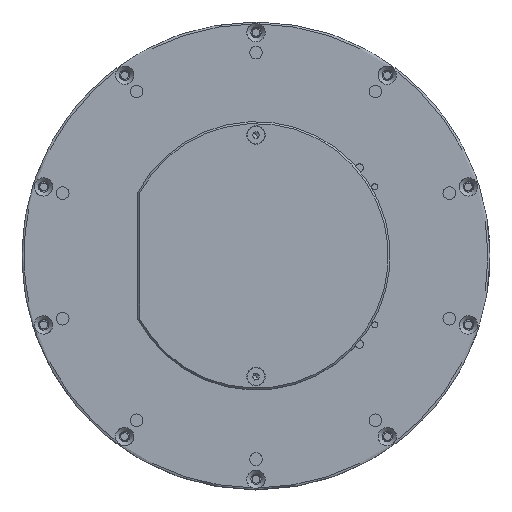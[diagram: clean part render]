
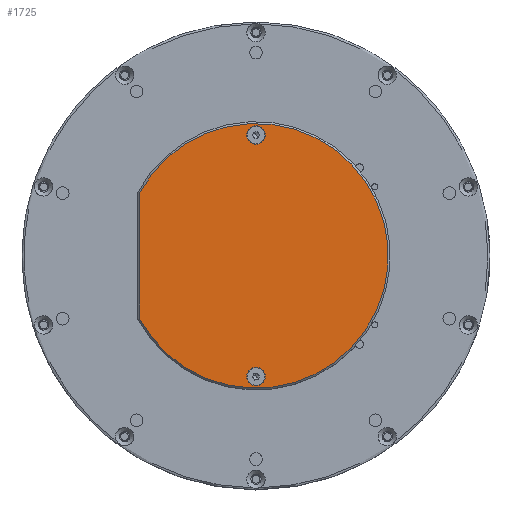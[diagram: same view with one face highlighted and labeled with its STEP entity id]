
A CAD part, top view. The second image highlights one B-rep face of the part: STEP entity #1725.
In plain terms, the highlighted planar face has unit normal (0, 0, 1).
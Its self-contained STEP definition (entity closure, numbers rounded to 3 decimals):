
#1267=FACE_BOUND('',#2899,.T.);
#1268=FACE_BOUND('',#2900,.T.);
#1269=FACE_BOUND('',#2901,.T.);
#1725=ADVANCED_FACE('',(#1267,#1268,#1269),#1910,.F.);
#1910=PLANE('',#8830);
#2899=EDGE_LOOP('',(#5313,#5314));
#2900=EDGE_LOOP('',(#5315,#5316));
#2901=EDGE_LOOP('',(#5317,#5318));
#3393=CIRCLE('',#8772,2.4);
#3395=CIRCLE('',#8775,2.4);
#3419=CIRCLE('',#8823,2.4);
#3420=CIRCLE('',#8825,2.4);
#3421=CIRCLE('',#8828,34.5);
#5313=ORIENTED_EDGE('',*,*,#6923,.T.);
#5314=ORIENTED_EDGE('',*,*,#6921,.T.);
#5315=ORIENTED_EDGE('',*,*,#7002,.T.);
#5316=ORIENTED_EDGE('',*,*,#7001,.T.);
#5317=ORIENTED_EDGE('',*,*,#6998,.F.);
#5318=ORIENTED_EDGE('',*,*,#6996,.F.);
#5993=VERTEX_POINT('',#13899);
#5995=VERTEX_POINT('',#13903);
#6044=VERTEX_POINT('',#14052);
#6045=VERTEX_POINT('',#14054);
#6046=VERTEX_POINT('',#14063);
#6047=VERTEX_POINT('',#14068);
#6921=EDGE_CURVE('',#5993,#5995,#3393,.T.);
#6923=EDGE_CURVE('',#5995,#5993,#3395,.T.);
#6996=EDGE_CURVE('',#6044,#6045,#3419,.T.);
#6998=EDGE_CURVE('',#6045,#6044,#3420,.T.);
#7001=EDGE_CURVE('',#6046,#6047,#7377,.T.);
#7002=EDGE_CURVE('',#6047,#6046,#3421,.T.);
#7377=LINE('',#14069,#7745);
#7745=VECTOR('',#11167,1.);
#8772=AXIS2_PLACEMENT_3D('',#13904,#11007,#11008);
#8775=AXIS2_PLACEMENT_3D('',#13907,#11013,#11014);
#8823=AXIS2_PLACEMENT_3D('',#14053,#11158,#11159);
#8825=AXIS2_PLACEMENT_3D('',#14057,#11163,#11164);
#8828=AXIS2_PLACEMENT_3D('',#14071,#11170,#11171);
#8830=AXIS2_PLACEMENT_3D('',#14073,#11174,#11175);
#11007=DIRECTION('',(0.,0.,-1.));
#11008=DIRECTION('',(0.,-1.,0.));
#11013=DIRECTION('',(0.,0.,-1.));
#11014=DIRECTION('',(0.,-1.,0.));
#11158=DIRECTION('',(0.,0.,1.));
#11159=DIRECTION('',(0.,-1.,0.));
#11163=DIRECTION('',(0.,0.,1.));
#11164=DIRECTION('',(0.,-1.,0.));
#11167=DIRECTION('',(0.,-1.,0.));
#11170=DIRECTION('',(0.,0.,1.));
#11171=DIRECTION('',(0.,-1.,0.));
#11174=DIRECTION('',(0.,0.,-1.));
#11175=DIRECTION('',(1.,0.,0.));
#13899=CARTESIAN_POINT('',(2.4,-31.5,42.2));
#13903=CARTESIAN_POINT('',(-2.4,-31.5,42.2));
#13904=CARTESIAN_POINT('',(0.,-31.5,42.2));
#13907=CARTESIAN_POINT('',(0.,-31.5,42.2));
#14052=CARTESIAN_POINT('',(-2.4,31.5,42.2));
#14053=CARTESIAN_POINT('',(0.,31.5,42.2));
#14054=CARTESIAN_POINT('',(2.4,31.5,42.2));
#14057=CARTESIAN_POINT('',(0.,31.5,42.2));
#14063=CARTESIAN_POINT('',(-30.3,16.497,42.2));
#14068=CARTESIAN_POINT('',(-30.3,-16.497,42.2));
#14069=CARTESIAN_POINT('',(-30.3,0.,42.2));
#14071=CARTESIAN_POINT('',(0.,0.,42.2));
#14073=CARTESIAN_POINT('',(0.,0.,42.2));
